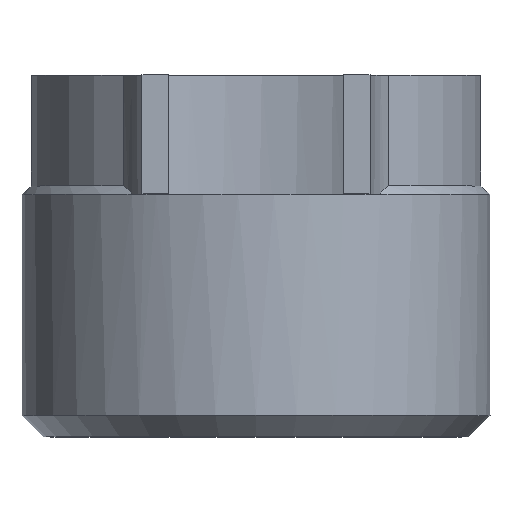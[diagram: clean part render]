
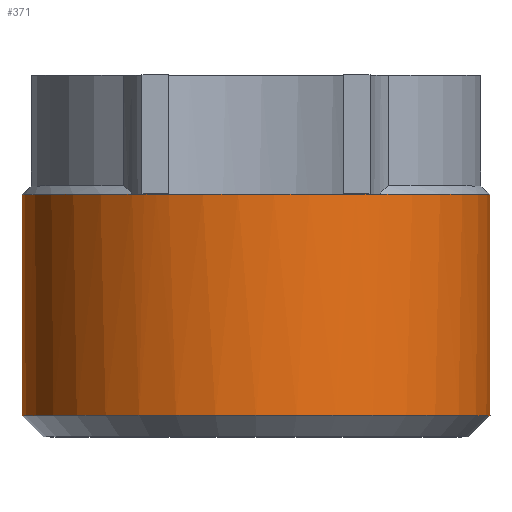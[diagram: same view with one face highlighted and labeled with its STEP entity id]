
A CAD part, top view. The second image highlights one B-rep face of the part: STEP entity #371.
In plain terms, the highlighted cylindrical face has radius 27.5 mm (diameter 55 mm), a full revolution.
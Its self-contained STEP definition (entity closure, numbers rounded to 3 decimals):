
#54=FACE_OUTER_BOUND('',#77,.T.);
#77=EDGE_LOOP('',(#330,#331,#332,#333,#334,#335,#336,#337));
#106=LINE('',#657,#135);
#135=VECTOR('',#538,27.5);
#141=CIRCLE('',#395,27.5);
#143=CIRCLE('',#397,27.5);
#151=CIRCLE('',#413,27.5);
#153=CIRCLE('',#416,27.5);
#154=CIRCLE('',#421,27.5);
#155=CIRCLE('',#423,27.5);
#162=VERTEX_POINT('',#559);
#163=VERTEX_POINT('',#560);
#166=VERTEX_POINT('',#571);
#182=VERTEX_POINT('',#622);
#185=VERTEX_POINT('',#632);
#188=VERTEX_POINT('',#649);
#197=EDGE_CURVE('',#162,#163,#141,.T.);
#201=EDGE_CURVE('',#163,#166,#143,.T.);
#226=EDGE_CURVE('',#166,#182,#151,.T.);
#229=EDGE_CURVE('',#182,#185,#153,.T.);
#236=EDGE_CURVE('',#185,#162,#154,.T.);
#237=EDGE_CURVE('',#188,#188,#155,.T.);
#241=EDGE_CURVE('',#163,#188,#106,.T.);
#330=ORIENTED_EDGE('',*,*,#197,.T.);
#331=ORIENTED_EDGE('',*,*,#241,.T.);
#332=ORIENTED_EDGE('',*,*,#237,.F.);
#333=ORIENTED_EDGE('',*,*,#241,.F.);
#334=ORIENTED_EDGE('',*,*,#201,.T.);
#335=ORIENTED_EDGE('',*,*,#226,.T.);
#336=ORIENTED_EDGE('',*,*,#229,.T.);
#337=ORIENTED_EDGE('',*,*,#236,.T.);
#352=CYLINDRICAL_SURFACE('',#426,27.5);
#371=ADVANCED_FACE('',(#54),#352,.T.);
#395=AXIS2_PLACEMENT_3D('',#561,#449,#450);
#397=AXIS2_PLACEMENT_3D('',#578,#453,#454);
#413=AXIS2_PLACEMENT_3D('',#628,#502,#503);
#416=AXIS2_PLACEMENT_3D('',#634,#509,#510);
#421=AXIS2_PLACEMENT_3D('',#647,#525,#526);
#423=AXIS2_PLACEMENT_3D('',#650,#529,#530);
#426=AXIS2_PLACEMENT_3D('',#656,#536,#537);
#449=DIRECTION('center_axis',(0.,-1.,0.));
#450=DIRECTION('ref_axis',(1.,0.,0.));
#453=DIRECTION('center_axis',(0.,-1.,0.));
#454=DIRECTION('ref_axis',(1.,0.,0.));
#502=DIRECTION('center_axis',(0.,-1.,0.));
#503=DIRECTION('ref_axis',(1.,0.,0.));
#509=DIRECTION('center_axis',(0.,-1.,0.));
#510=DIRECTION('ref_axis',(1.,0.,0.));
#525=DIRECTION('center_axis',(0.,-1.,0.));
#526=DIRECTION('ref_axis',(1.,0.,0.));
#529=DIRECTION('center_axis',(0.,-1.,0.));
#530=DIRECTION('ref_axis',(1.,0.,0.));
#536=DIRECTION('center_axis',(0.,1.,0.));
#537=DIRECTION('ref_axis',(1.,0.,0.));
#538=DIRECTION('',(0.,-1.,0.));
#559=CARTESIAN_POINT('',(-14.564,-10.,-4.673));
#560=CARTESIAN_POINT('',(-27.5,-10.,-28.));
#561=CARTESIAN_POINT('Origin',(0.,-10.,-28.));
#571=CARTESIAN_POINT('',(14.564,-10.,-4.673));
#578=CARTESIAN_POINT('Origin',(0.,-10.,-28.));
#622=CARTESIAN_POINT('',(10.25,-10.,-2.482));
#628=CARTESIAN_POINT('Origin',(0.,-10.,-28.));
#632=CARTESIAN_POINT('',(-10.25,-10.,-2.482));
#634=CARTESIAN_POINT('Origin',(0.,-10.,-28.));
#647=CARTESIAN_POINT('Origin',(0.,-10.,-28.));
#649=CARTESIAN_POINT('',(-27.5,-35.975,-28.));
#650=CARTESIAN_POINT('Origin',(0.,-35.975,-28.));
#656=CARTESIAN_POINT('Origin',(0.,-35.5,-28.));
#657=CARTESIAN_POINT('',(-27.5,-35.5,-28.));
